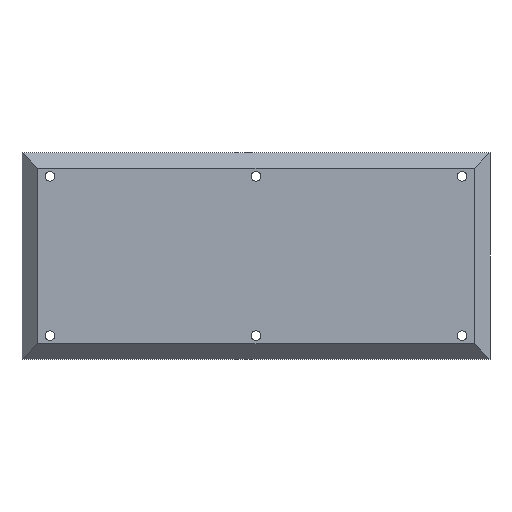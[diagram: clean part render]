
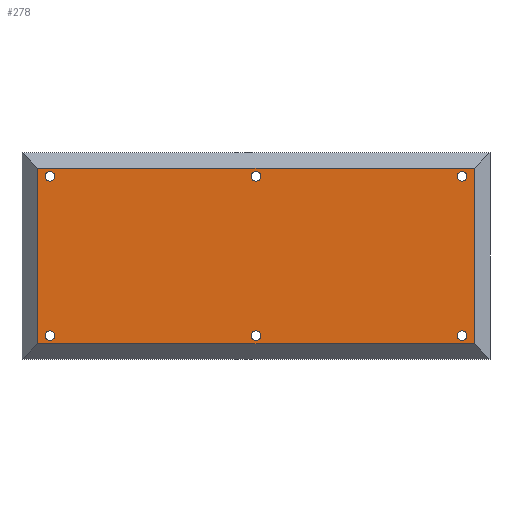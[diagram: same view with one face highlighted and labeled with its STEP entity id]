
A CAD part, left-side view. The second image highlights one B-rep face of the part: STEP entity #278.
In plain terms, the highlighted planar face has unit normal (-1, 0, 0).
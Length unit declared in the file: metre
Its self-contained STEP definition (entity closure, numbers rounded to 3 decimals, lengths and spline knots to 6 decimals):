
#18=LINE('',#457,#30);
#19=LINE('',#460,#31);
#20=LINE('',#462,#32);
#21=LINE('',#464,#33);
#30=VECTOR('',#379,1.);
#31=VECTOR('',#380,1.);
#32=VECTOR('',#381,1.);
#33=VECTOR('',#382,1.);
#42=PLANE('',#321);
#60=ORIENTED_EDGE('',*,*,#120,.T.);
#61=ORIENTED_EDGE('',*,*,#121,.T.);
#62=ORIENTED_EDGE('',*,*,#122,.T.);
#63=ORIENTED_EDGE('',*,*,#123,.T.);
#64=ORIENTED_EDGE('',*,*,#119,.T.);
#65=ORIENTED_EDGE('',*,*,#117,.T.);
#66=ORIENTED_EDGE('',*,*,#115,.T.);
#67=ORIENTED_EDGE('',*,*,#113,.T.);
#68=ORIENTED_EDGE('',*,*,#111,.T.);
#69=ORIENTED_EDGE('',*,*,#109,.T.);
#109=EDGE_CURVE('',#139,#139,#165,.T.);
#111=EDGE_CURVE('',#141,#141,#167,.T.);
#113=EDGE_CURVE('',#143,#143,#169,.T.);
#115=EDGE_CURVE('',#145,#145,#171,.T.);
#117=EDGE_CURVE('',#147,#147,#173,.T.);
#119=EDGE_CURVE('',#149,#149,#175,.T.);
#120=EDGE_CURVE('',#150,#151,#18,.T.);
#121=EDGE_CURVE('',#151,#152,#19,.T.);
#122=EDGE_CURVE('',#152,#153,#20,.T.);
#123=EDGE_CURVE('',#153,#150,#21,.T.);
#139=VERTEX_POINT('',#430);
#141=VERTEX_POINT('',#435);
#143=VERTEX_POINT('',#440);
#145=VERTEX_POINT('',#445);
#147=VERTEX_POINT('',#450);
#149=VERTEX_POINT('',#455);
#150=VERTEX_POINT('',#458);
#151=VERTEX_POINT('',#459);
#152=VERTEX_POINT('',#461);
#153=VERTEX_POINT('',#463);
#165=CIRCLE('',#305,0.0015);
#167=CIRCLE('',#308,0.0015);
#169=CIRCLE('',#311,0.0015);
#171=CIRCLE('',#314,0.0015);
#173=CIRCLE('',#317,0.0015);
#175=CIRCLE('',#320,0.0015);
#194=EDGE_LOOP('',(#60,#61,#62,#63));
#195=EDGE_LOOP('',(#64));
#196=EDGE_LOOP('',(#65));
#197=EDGE_LOOP('',(#66));
#198=EDGE_LOOP('',(#67));
#199=EDGE_LOOP('',(#68));
#200=EDGE_LOOP('',(#69));
#236=FACE_BOUND('',#194,.T.);
#237=FACE_BOUND('',#195,.T.);
#238=FACE_BOUND('',#196,.T.);
#239=FACE_BOUND('',#197,.T.);
#240=FACE_BOUND('',#198,.T.);
#241=FACE_BOUND('',#199,.T.);
#242=FACE_BOUND('',#200,.T.);
#278=ADVANCED_FACE('',(#236,#237,#238,#239,#240,#241,#242),#42,.F.);
#305=AXIS2_PLACEMENT_3D('',#429,#345,#346);
#308=AXIS2_PLACEMENT_3D('',#434,#351,#352);
#311=AXIS2_PLACEMENT_3D('',#439,#357,#358);
#314=AXIS2_PLACEMENT_3D('',#444,#363,#364);
#317=AXIS2_PLACEMENT_3D('',#449,#369,#370);
#320=AXIS2_PLACEMENT_3D('',#454,#375,#376);
#321=AXIS2_PLACEMENT_3D('',#456,#377,#378);
#345=DIRECTION('',(1.,0.,0.));
#346=DIRECTION('',(0.,0.,-1.));
#351=DIRECTION('',(1.,0.,0.));
#352=DIRECTION('',(0.,0.,-1.));
#357=DIRECTION('',(1.,0.,0.));
#358=DIRECTION('',(0.,0.,-1.));
#363=DIRECTION('',(1.,0.,0.));
#364=DIRECTION('',(0.,0.,-1.));
#369=DIRECTION('',(1.,0.,0.));
#370=DIRECTION('',(0.,0.,-1.));
#375=DIRECTION('',(1.,0.,0.));
#376=DIRECTION('',(0.,0.,-1.));
#377=DIRECTION('',(1.,0.,0.));
#378=DIRECTION('',(0.,1.,0.));
#379=DIRECTION('',(0.,-1.,0.));
#380=DIRECTION('',(0.,0.,1.));
#381=DIRECTION('',(0.,1.,0.));
#382=DIRECTION('',(0.,0.,-1.));
#429=CARTESIAN_POINT('',(-0.18,0.00375,0.0575));
#430=CARTESIAN_POINT('',(-0.18,0.00375,0.056));
#434=CARTESIAN_POINT('',(-0.18,0.00375,0.0075));
#435=CARTESIAN_POINT('',(-0.18,0.00375,0.006));
#439=CARTESIAN_POINT('',(-0.18,0.06848,0.0575));
#440=CARTESIAN_POINT('',(-0.18,0.06848,0.056));
#444=CARTESIAN_POINT('',(-0.18,0.06848,0.0075));
#445=CARTESIAN_POINT('',(-0.18,0.06848,0.006));
#449=CARTESIAN_POINT('',(-0.18,0.13321,0.0575));
#450=CARTESIAN_POINT('',(-0.18,0.13321,0.056));
#454=CARTESIAN_POINT('',(-0.18,0.13321,0.0075));
#455=CARTESIAN_POINT('',(-0.18,0.13321,0.006));
#456=CARTESIAN_POINT('',(-0.18,0.07473,0.0325));
#457=CARTESIAN_POINT('',(-0.18,0.07473,0.005));
#458=CARTESIAN_POINT('',(-0.18,0.13696,0.005));
#459=CARTESIAN_POINT('',(-0.18,0.,0.005));
#460=CARTESIAN_POINT('',(-0.18,0.,0.065));
#461=CARTESIAN_POINT('',(-0.18,0.,0.06));
#462=CARTESIAN_POINT('',(-0.18,0.14196,0.06));
#463=CARTESIAN_POINT('',(-0.18,0.13696,0.06));
#464=CARTESIAN_POINT('',(-0.18,0.13696,0.0325));
